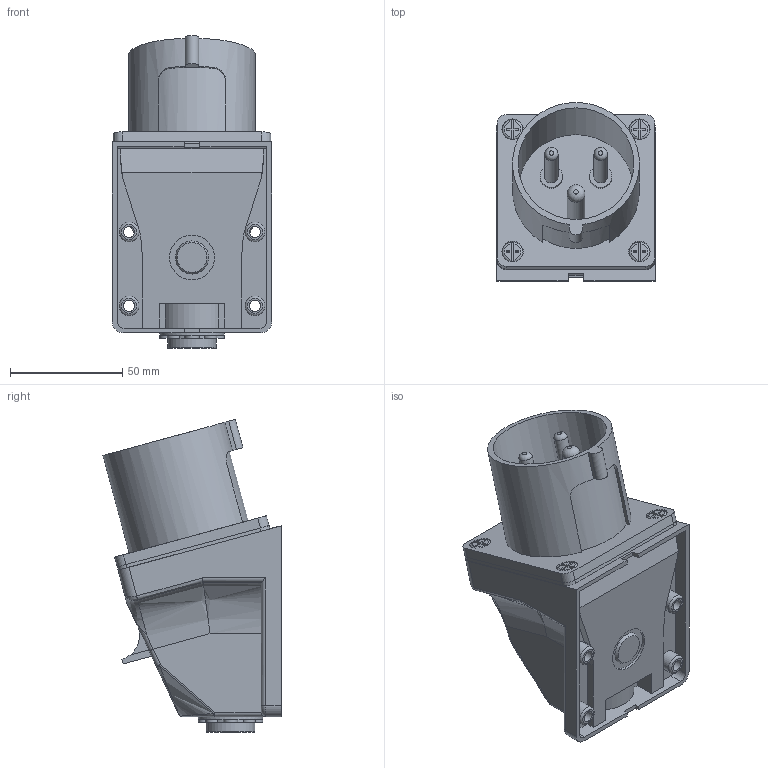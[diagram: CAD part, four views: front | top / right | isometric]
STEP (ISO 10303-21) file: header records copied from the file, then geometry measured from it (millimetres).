
FILE_DESCRIPTION (( 'STEP AP203' ), '1' );
FILE_NAME ('ps-523-32-220.ÃÌ Âèëêà ñòàöèîíàðíàÿ 523 2Ð+ÐÅ 32À 220Â IP44 EKF.STEP', '2025-09-30T13:25:55', ( '' ), ( '' ), 'SwSTEP 2.0', 'SolidWorks 2021', '' );
FILE_SCHEMA (( 'CONFIG_CONTROL_DESIGN' ));
Length unit declared in the file: millimetre
Products named in the file (3): ps-523-32-220.ÃÌ Âèëêà ñòàöèîíàðíàÿ 523 2Ð+ÐÅ 32À 220Â IP44 EKF; Êîïèÿ ps-523-32-220 âèëêà^ps-523-32-220.ÃÌ Âèëêà ñòàöèîíàðíàÿ 523 2Ð+ÐÅ 32À 220Â IP44 EKF_00; Êîïèÿ Êîðïóñ-ñòàöèîíàðêè^ps-523-32-220.ÃÌ Âèëêà ñòàöèîíàðíàÿ 523 2Ð+ÐÅ 32À 220Â IP44 EKF_00
Assembly tree (2 placements, depth 2):
  ps-523-32-220.ÃÌ Âèëêà ñòàöèîíàðíàÿ 523 2Ð+ÐÅ 32À 220Â IP44 EKF
    Êîïèÿ ps-523-32-220 âèëêà^ps-523-32-220.ÃÌ Âèëêà ñòàöèîíàðíàÿ 523 2Ð+ÐÅ 32À 220Â IP44 EKF_00
    Êîïèÿ Êîðïóñ-ñòàöèîíàðêè^ps-523-32-220.ÃÌ Âèëêà ñòàöèîíàðíàÿ 523 2Ð+ÐÅ 32À 220Â IP44 EKF_00
Bounding box: 71 x 79.29 x 139.3 mm (x, y, z)
Volume: 294391.7 mm3; surface area: 63992 mm2
Topology: 2 solids, 2 shells, 283 faces, 698 edges, 442 vertices
Faces by surface type: plane 146, cylinder 92, bspline 20, torus 18, sphere 6, cone 1
Full cylindrical faces by diameter (mm): 4 x4, 5 x4, 6 x2, 6.75 x1, 8 x1, 8.75 x4, 9.3 x8, 9.5 x8, 10 x2, 20 x1, 21.75 x1, 28.6 x1, 51.5 x1
Entity records: 9514 total; most frequent: CARTESIAN_POINT 2869, DIRECTION 1307, ORIENTED_EDGE 1260, EDGE_CURVE 630, AXIS2_PLACEMENT_3D 483, VERTEX_POINT 427, EDGE_LOOP 367, VECTOR 341
